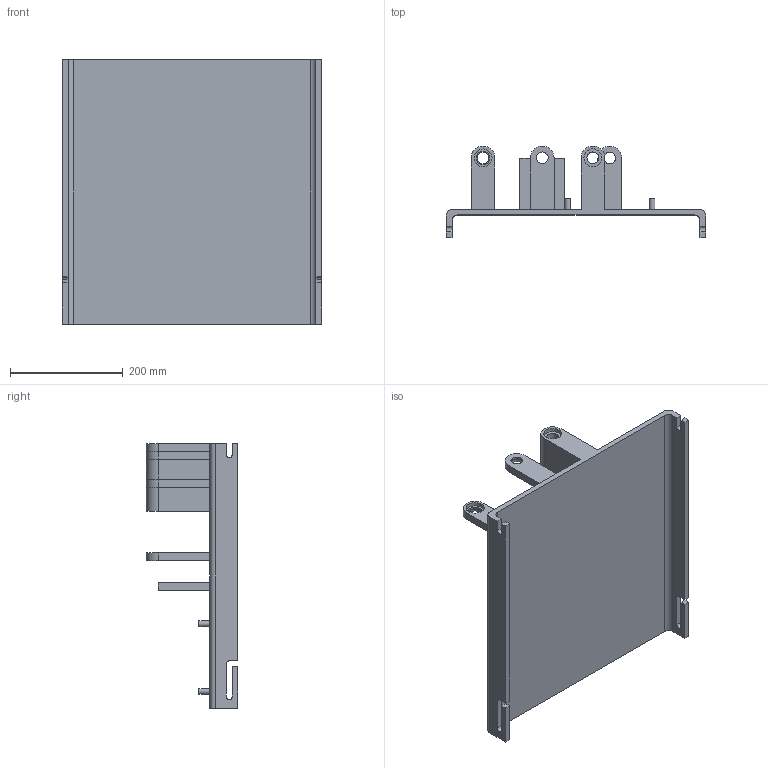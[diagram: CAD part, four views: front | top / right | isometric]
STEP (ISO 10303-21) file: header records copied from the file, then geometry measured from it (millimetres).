
FILE_DESCRIPTION( ('This file contains a STEP AP42 implementation' ,'as created by ZW3D STEP Interface translator.' ,'') ,'2;1' );
FILE_NAME( '萇儂釱.ipt.stp' ,'251027.114724', (''), ('ZWCAD Software Co.'), 'Version 1.0', 'ZW3D to STEP translator', '' );
FILE_SCHEMA(('AUTOMOTIVE_DESIGN { 1 0 10303 214 1 1 1 1 }'));
Length unit declared in the file: millimetre
Products named in the file (1): 0
Bounding box: 460 x 162.38 x 469.5 mm (x, y, z)
Volume: 3275559.3 mm3; surface area: 617715.1 mm2
Topology: 1 solids, 1 shells, 102 faces, 282 edges, 200 vertices
Faces by surface type: plane 63, cylinder 35, cone 4
Full cylindrical faces by diameter (mm): 5 x2, 10 x4, 21 x4, 24 x1, 26 x1, 28 x1, 32 x5
Entity records: 3486 total; most frequent: DIRECTION 602, CARTESIAN_POINT 585, ORIENTED_EDGE 564, EDGE_CURVE 282, AXIS2_PLACEMENT_3D 217, VERTEX_POINT 200, VECTOR 168, LINE 168
